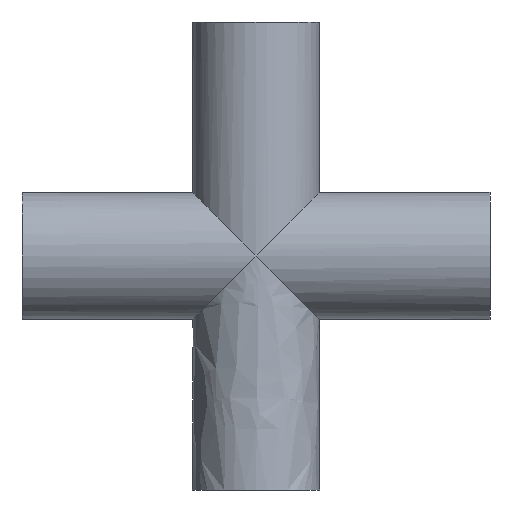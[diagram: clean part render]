
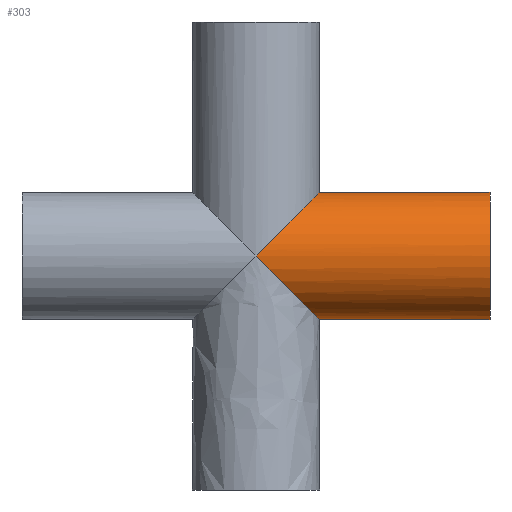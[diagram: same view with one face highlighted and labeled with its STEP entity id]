
A CAD part, front view. The second image highlights one B-rep face of the part: STEP entity #303.
In plain terms, the highlighted cylindrical face has radius 9.5 mm (diameter 19 mm), a full revolution.
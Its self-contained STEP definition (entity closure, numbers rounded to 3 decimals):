
#206=CARTESIAN_POINT('',(0.0,-9.5,0.0));
#207=VERTEX_POINT('',#206);
#208=CARTESIAN_POINT('',(0.0,9.5,0.0));
#209=VERTEX_POINT('',#208);
#210=CARTESIAN_POINT('',(0.0,0.0,0.));
#211=DIRECTION('',(0.707,0.0,0.707));
#212=DIRECTION('',(-0.707,0.0,0.707));
#213=AXIS2_PLACEMENT_3D('',#210,#211,#212);
#214=ELLIPSE('',#213,13.435,9.5);
#215=EDGE_CURVE('',#207,#209,#214,.T.);
#277=CARTESIAN_POINT('',(0.0,0.0,0.0));
#278=DIRECTION('',(-1.0,0.0,0.0));
#279=DIRECTION('',(0.0,-1.0,0.0));
#280=AXIS2_PLACEMENT_3D('',#277,#278,#279);
#281=CYLINDRICAL_SURFACE('',#280,9.5);
#282=ORIENTED_EDGE('',*,*,#215,.T.);
#283=CARTESIAN_POINT('',(0.0,0.0,0.));
#284=DIRECTION('',(0.707,0.0,-0.707));
#285=DIRECTION('',(-0.707,0.0,-0.707));
#286=AXIS2_PLACEMENT_3D('',#283,#284,#285);
#287=ELLIPSE('',#286,13.435,9.5);
#288=EDGE_CURVE('',#209,#207,#287,.T.);
#289=ORIENTED_EDGE('',*,*,#288,.T.);
#290=EDGE_LOOP('',(#282,#289));
#291=FACE_OUTER_BOUND('',#290,.T.);
#292=CARTESIAN_POINT('',(35.0,-9.5,0.0));
#293=VERTEX_POINT('',#292);
#294=CARTESIAN_POINT('',(35.0,0.0,0.0));
#295=DIRECTION('',(-1.0,0.0,0.0));
#296=DIRECTION('',(0.0,-1.0,0.0));
#297=AXIS2_PLACEMENT_3D('',#294,#295,#296);
#298=CIRCLE('',#297,9.5);
#299=EDGE_CURVE('',#293,#293,#298,.T.);
#300=ORIENTED_EDGE('',*,*,#299,.T.);
#301=EDGE_LOOP('',(#300));
#302=FACE_BOUND('',#301,.T.);
#303=ADVANCED_FACE('',(#291,#302),#281,.T.);
